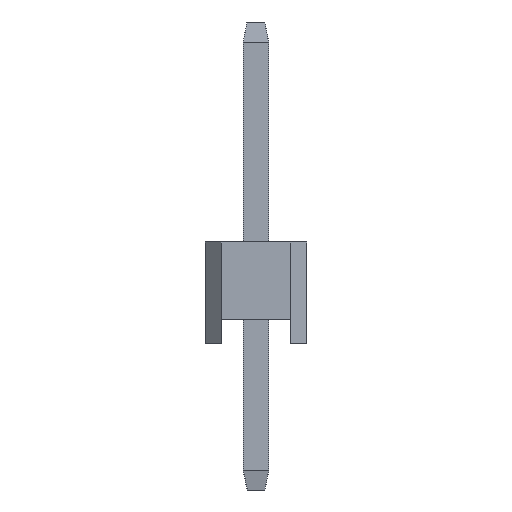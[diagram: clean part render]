
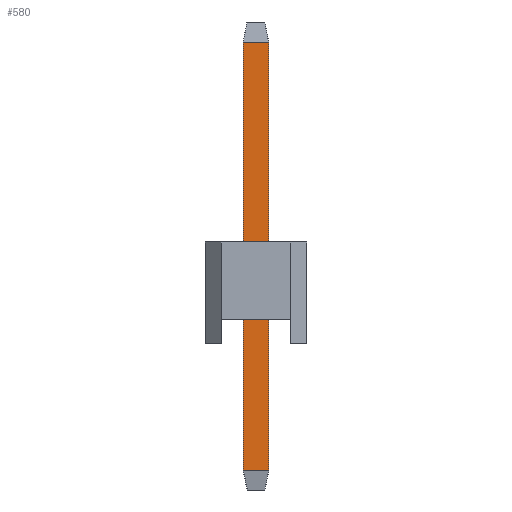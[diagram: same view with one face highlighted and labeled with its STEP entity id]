
A CAD part, left-side view. The second image highlights one B-rep face of the part: STEP entity #580.
In plain terms, the highlighted planar face has unit normal (-1, 0, 0).
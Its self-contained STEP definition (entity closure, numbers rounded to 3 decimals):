
#146=ORIENTED_EDGE('',*,*,#246,.F.);
#147=ORIENTED_EDGE('',*,*,#247,.T.);
#148=ORIENTED_EDGE('',*,*,#248,.T.);
#149=ORIENTED_EDGE('',*,*,#249,.T.);
#246=EDGE_CURVE('',#302,#303,#362,.T.);
#247=EDGE_CURVE('',#302,#304,#363,.T.);
#248=EDGE_CURVE('',#304,#305,#364,.T.);
#249=EDGE_CURVE('',#305,#303,#365,.T.);
#302=VERTEX_POINT('',#914);
#303=VERTEX_POINT('',#915);
#304=VERTEX_POINT('',#917);
#305=VERTEX_POINT('',#919);
#362=LINE('',#913,#434);
#363=LINE('',#916,#435);
#364=LINE('',#918,#436);
#365=LINE('',#920,#437);
#434=VECTOR('',#750,1000.);
#435=VECTOR('',#751,1000.);
#436=VECTOR('',#752,1000.);
#437=VECTOR('',#753,1000.);
#482=EDGE_LOOP('',(#146,#147,#148,#149));
#516=FACE_BOUND('',#482,.T.);
#548=PLANE('',#642);
#580=ADVANCED_FACE('',(#516),#548,.F.);
#642=AXIS2_PLACEMENT_3D('',#912,#748,#749);
#748=DIRECTION('',(1.,0.,0.));
#749=DIRECTION('',(0.,0.,-1.));
#750=DIRECTION('',(0.,0.,-1.));
#751=DIRECTION('',(0.,1.,0.));
#752=DIRECTION('',(0.,0.,-1.));
#753=DIRECTION('',(0.,-1.,0.));
#912=CARTESIAN_POINT('',(-0.32,0.32,11.7));
#913=CARTESIAN_POINT('',(-0.32,-0.32,11.7));
#914=CARTESIAN_POINT('',(-0.32,-0.32,11.2));
#915=CARTESIAN_POINT('',(-0.32,-0.32,0.5));
#916=CARTESIAN_POINT('',(-0.32,0.32,11.2));
#917=CARTESIAN_POINT('',(-0.32,0.32,11.2));
#918=CARTESIAN_POINT('',(-0.32,0.32,11.7));
#919=CARTESIAN_POINT('',(-0.32,0.32,0.5));
#920=CARTESIAN_POINT('',(-0.32,0.32,0.5));
